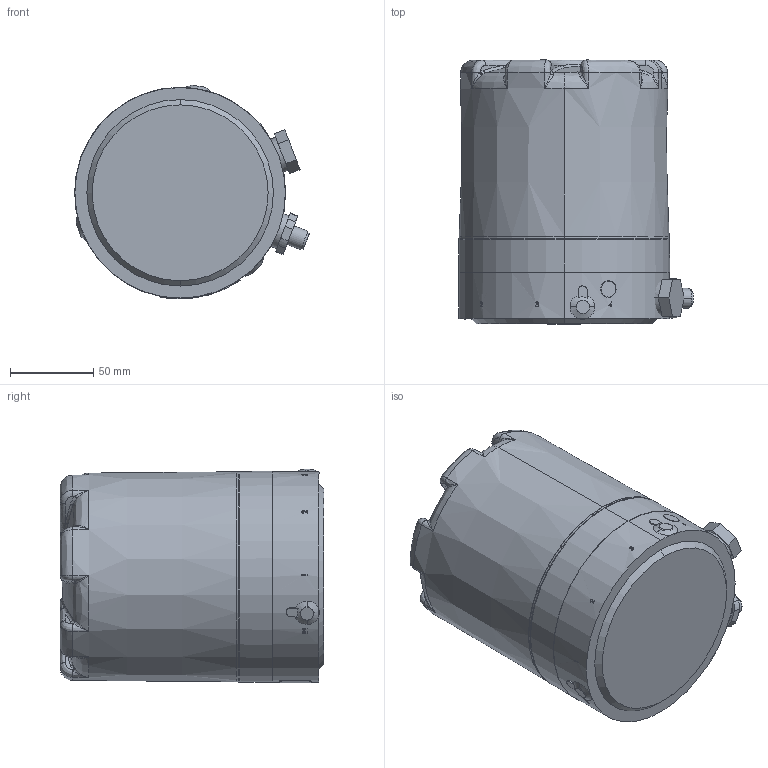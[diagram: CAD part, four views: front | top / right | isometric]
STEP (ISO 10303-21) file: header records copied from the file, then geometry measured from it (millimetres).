
FILE_DESCRIPTION (( 'STEP AP214' ), '1' );
FILE_NAME ('WCB - maintainable.STEP', '2017-11-03T20:29:34', ( '' ), ( '' ), 'SwSTEP 2.0', 'SolidWorks 2014', '' );
FILE_SCHEMA (( 'AUTOMOTIVE_DESIGN' ));
Length unit declared in the file: inch
Products named in the file (1): WCB - maintainable
Bounding box: 141.27 x 158.62 x 128.63 mm (x, y, z)
Volume: 2117275 mm3; surface area: 127957.1 mm2
Topology: 9 solids, 9 shells, 432 faces, 1015 edges, 613 vertices
Faces by surface type: bspline 181, plane 140, cylinder 56, cone 55
Entity records: 21209 total; most frequent: CARTESIAN_POINT 12338, ORIENTED_EDGE 1998, DIRECTION 1554, EDGE_CURVE 999, VERTEX_POINT 613, AXIS2_PLACEMENT_3D 611, EDGE_LOOP 460, FACE_OUTER_BOUND 432
